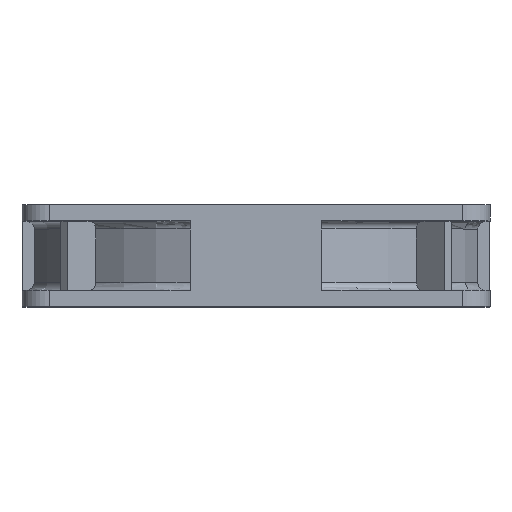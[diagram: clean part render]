
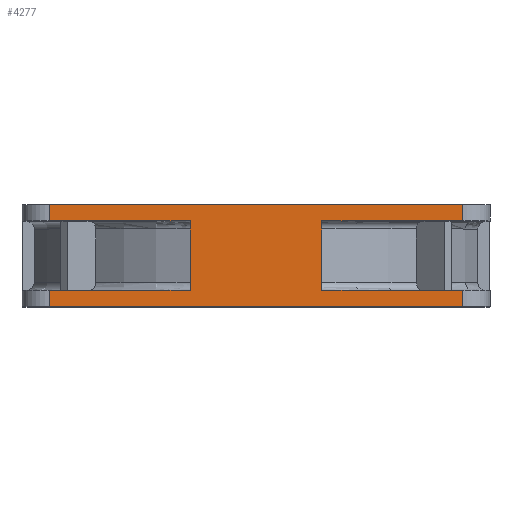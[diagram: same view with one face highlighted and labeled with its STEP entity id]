
A CAD part, top view. The second image highlights one B-rep face of the part: STEP entity #4277.
In plain terms, the highlighted planar face has unit normal (0, 0, 1).
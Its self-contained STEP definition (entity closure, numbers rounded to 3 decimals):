
#4 = CARTESIAN_POINT ( 'NONE',  ( -60., 4.123, 60. ) ) ;
#10 = CARTESIAN_POINT ( 'NONE',  ( -53., 21.877, 60. ) ) ;
#155 = ORIENTED_EDGE ( 'NONE', *, *, #7325, .T. ) ;
#305 = VECTOR ( 'NONE', #3136, 1000. ) ;
#388 = EDGE_LOOP ( 'NONE', ( #7889, #155, #7414, #4347, #1736, #2729, #3221, #6999, #8843, #7083, #6820, #883 ) ) ;
#417 = VERTEX_POINT ( 'NONE', #8210 ) ;
#502 = CARTESIAN_POINT ( 'NONE',  ( -60., 21.877, 60. ) ) ;
#535 = EDGE_CURVE ( 'NONE', #3777, #5258, #914, .T. ) ;
#566 = CARTESIAN_POINT ( 'NONE',  ( -53., 26., 60. ) ) ;
#661 = EDGE_CURVE ( 'NONE', #717, #2388, #4306, .T. ) ;
#680 = CARTESIAN_POINT ( 'NONE',  ( 53., 4.123, 60. ) ) ;
#717 = VERTEX_POINT ( 'NONE', #8645 ) ;
#883 = ORIENTED_EDGE ( 'NONE', *, *, #4678, .F. ) ;
#912 = EDGE_CURVE ( 'NONE', #7282, #7194, #4805, .T. ) ;
#914 = LINE ( 'NONE', #5214, #8380 ) ;
#935 = DIRECTION ( 'NONE',  ( 0., 0., -1. ) ) ;
#966 = EDGE_CURVE ( 'NONE', #5258, #6492, #6331, .T. ) ;
#1009 = DIRECTION ( 'NONE',  ( 0., -1., 0. ) ) ;
#1042 = CARTESIAN_POINT ( 'NONE',  ( -53., 0., 60. ) ) ;
#1133 = DIRECTION ( 'NONE',  ( 0., -1., 0. ) ) ;
#1223 = CARTESIAN_POINT ( 'NONE',  ( 53., 26., 60. ) ) ;
#1351 = LINE ( 'NONE', #502, #6595 ) ;
#1433 = DIRECTION ( 'NONE',  ( 1., 0., 0. ) ) ;
#1603 = VECTOR ( 'NONE', #9193, 1000. ) ;
#1736 = ORIENTED_EDGE ( 'NONE', *, *, #4131, .F. ) ;
#1873 = VERTEX_POINT ( 'NONE', #3474 ) ;
#2153 = CARTESIAN_POINT ( 'NONE',  ( 53., 21.877, 60. ) ) ;
#2223 = DIRECTION ( 'NONE',  ( 1., 0., 0. ) ) ;
#2388 = VERTEX_POINT ( 'NONE', #7871 ) ;
#2729 = ORIENTED_EDGE ( 'NONE', *, *, #3527, .F. ) ;
#3092 = FACE_OUTER_BOUND ( 'NONE', #388, .T. ) ;
#3136 = DIRECTION ( 'NONE',  ( 1., 0., 0. ) ) ;
#3211 = VECTOR ( 'NONE', #5462, 1000. ) ;
#3221 = ORIENTED_EDGE ( 'NONE', *, *, #9108, .F. ) ;
#3474 = CARTESIAN_POINT ( 'NONE',  ( 16.894, 4.123, 60. ) ) ;
#3527 = EDGE_CURVE ( 'NONE', #8073, #1873, #7543, .T. ) ;
#3777 = VERTEX_POINT ( 'NONE', #1042 ) ;
#3999 = CARTESIAN_POINT ( 'NONE',  ( -60., 26., 60. ) ) ;
#4131 = EDGE_CURVE ( 'NONE', #1873, #6492, #6521, .T. ) ;
#4194 = LINE ( 'NONE', #566, #8963 ) ;
#4277 = ADVANCED_FACE ( 'NONE', ( #3092 ), #5998, .F. ) ;
#4289 = CARTESIAN_POINT ( 'NONE',  ( -53., 26., 60. ) ) ;
#4306 = LINE ( 'NONE', #9303, #7242 ) ;
#4335 = CARTESIAN_POINT ( 'NONE',  ( 53., 26., 60. ) ) ;
#4347 = ORIENTED_EDGE ( 'NONE', *, *, #966, .T. ) ;
#4357 = LINE ( 'NONE', #7259, #4390 ) ;
#4390 = VECTOR ( 'NONE', #2223, 1000. ) ;
#4426 = DIRECTION ( 'NONE',  ( 0., -1., 0. ) ) ;
#4673 = VERTEX_POINT ( 'NONE', #5660 ) ;
#4678 = EDGE_CURVE ( 'NONE', #2388, #4673, #9135, .T. ) ;
#4805 = LINE ( 'NONE', #7095, #5567 ) ;
#4984 = DIRECTION ( 'NONE',  ( -1., 0., 0. ) ) ;
#5070 = CARTESIAN_POINT ( 'NONE',  ( 16.894, 21.877, 60. ) ) ;
#5095 = LINE ( 'NONE', #4289, #7137 ) ;
#5214 = CARTESIAN_POINT ( 'NONE',  ( -60., 0., 60. ) ) ;
#5258 = VERTEX_POINT ( 'NONE', #7861 ) ;
#5462 = DIRECTION ( 'NONE',  ( 0., 1., 0. ) ) ;
#5513 = CARTESIAN_POINT ( 'NONE',  ( -16.894, 0., 60. ) ) ;
#5551 = VECTOR ( 'NONE', #7279, 1000. ) ;
#5567 = VECTOR ( 'NONE', #7862, 1000. ) ;
#5660 = CARTESIAN_POINT ( 'NONE',  ( -16.894, 21.877, 60. ) ) ;
#5998 = PLANE ( 'NONE',  #6694 ) ;
#6331 = LINE ( 'NONE', #1223, #1603 ) ;
#6492 = VERTEX_POINT ( 'NONE', #680 ) ;
#6507 = EDGE_CURVE ( 'NONE', #417, #7194, #4357, .T. ) ;
#6521 = LINE ( 'NONE', #4, #305 ) ;
#6595 = VECTOR ( 'NONE', #4984, 1000. ) ;
#6694 = AXIS2_PLACEMENT_3D ( 'NONE', #3999, #935, #8907 ) ;
#6701 = LINE ( 'NONE', #8860, #5551 ) ;
#6820 = ORIENTED_EDGE ( 'NONE', *, *, #8326, .F. ) ;
#6822 = VERTEX_POINT ( 'NONE', #10 ) ;
#6878 = CARTESIAN_POINT ( 'NONE',  ( 16.894, 0., 60. ) ) ;
#6999 = ORIENTED_EDGE ( 'NONE', *, *, #912, .T. ) ;
#7083 = ORIENTED_EDGE ( 'NONE', *, *, #7135, .T. ) ;
#7095 = CARTESIAN_POINT ( 'NONE',  ( 53., 26., 60. ) ) ;
#7135 = EDGE_CURVE ( 'NONE', #417, #6822, #4194, .T. ) ;
#7137 = VECTOR ( 'NONE', #4426, 1000. ) ;
#7194 = VERTEX_POINT ( 'NONE', #4335 ) ;
#7242 = VECTOR ( 'NONE', #1433, 1000. ) ;
#7259 = CARTESIAN_POINT ( 'NONE',  ( -60., 26., 60. ) ) ;
#7279 = DIRECTION ( 'NONE',  ( -1., 0., 0. ) ) ;
#7282 = VERTEX_POINT ( 'NONE', #2153 ) ;
#7325 = EDGE_CURVE ( 'NONE', #717, #3777, #5095, .T. ) ;
#7414 = ORIENTED_EDGE ( 'NONE', *, *, #535, .T. ) ;
#7543 = LINE ( 'NONE', #6878, #7606 ) ;
#7606 = VECTOR ( 'NONE', #1009, 1000. ) ;
#7861 = CARTESIAN_POINT ( 'NONE',  ( 53., 0., 60. ) ) ;
#7862 = DIRECTION ( 'NONE',  ( 0., 1., 0. ) ) ;
#7871 = CARTESIAN_POINT ( 'NONE',  ( -16.894, 4.123, 60. ) ) ;
#7889 = ORIENTED_EDGE ( 'NONE', *, *, #661, .F. ) ;
#8073 = VERTEX_POINT ( 'NONE', #5070 ) ;
#8210 = CARTESIAN_POINT ( 'NONE',  ( -53., 26., 60. ) ) ;
#8326 = EDGE_CURVE ( 'NONE', #4673, #6822, #1351, .T. ) ;
#8380 = VECTOR ( 'NONE', #8883, 1000. ) ;
#8645 = CARTESIAN_POINT ( 'NONE',  ( -53., 4.123, 60. ) ) ;
#8843 = ORIENTED_EDGE ( 'NONE', *, *, #6507, .F. ) ;
#8860 = CARTESIAN_POINT ( 'NONE',  ( -60., 21.877, 60. ) ) ;
#8883 = DIRECTION ( 'NONE',  ( 1., 0., 0. ) ) ;
#8907 = DIRECTION ( 'NONE',  ( -1., 0., 0. ) ) ;
#8963 = VECTOR ( 'NONE', #1133, 1000. ) ;
#9108 = EDGE_CURVE ( 'NONE', #7282, #8073, #6701, .T. ) ;
#9135 = LINE ( 'NONE', #5513, #3211 ) ;
#9193 = DIRECTION ( 'NONE',  ( 0., 1., 0. ) ) ;
#9303 = CARTESIAN_POINT ( 'NONE',  ( -60., 4.123, 60. ) ) ;
